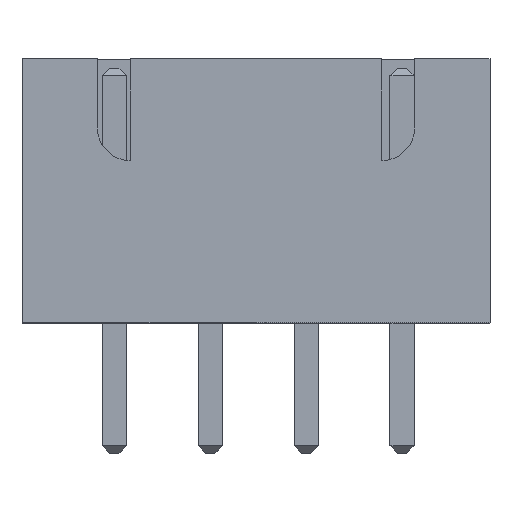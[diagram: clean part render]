
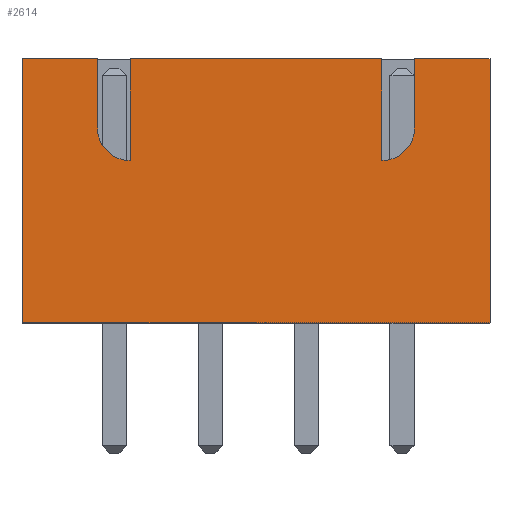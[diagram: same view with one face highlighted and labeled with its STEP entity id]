
A CAD part, top view. The second image highlights one B-rep face of the part: STEP entity #2614.
In plain terms, the highlighted planar face has unit normal (0, 0, 1).
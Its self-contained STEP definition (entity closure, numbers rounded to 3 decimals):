
#13 = CARTESIAN_POINT ( 'NONE',  ( -3.334, 7., 2.875 ) ) ;
#26 = ORIENTED_EDGE ( 'NONE', *, *, #3505, .F. ) ;
#57 = LINE ( 'NONE', #3509, #1635 ) ;
#179 = VECTOR ( 'NONE', #1675, 1000. ) ;
#263 = ORIENTED_EDGE ( 'NONE', *, *, #2653, .F. ) ;
#276 = VECTOR ( 'NONE', #2263, 1000. ) ;
#298 = CARTESIAN_POINT ( 'NONE',  ( 4.2, 7., 2.875 ) ) ;
#311 = VECTOR ( 'NONE', #3395, 1000. ) ;
#456 = AXIS2_PLACEMENT_3D ( 'NONE', #1710, #3803, #2019 ) ;
#460 = ORIENTED_EDGE ( 'NONE', *, *, #2868, .F. ) ;
#465 = EDGE_CURVE ( 'NONE', #1499, #1866, #1437, .T. ) ;
#494 = EDGE_CURVE ( 'NONE', #3530, #717, #596, .T. ) ;
#557 = DIRECTION ( 'NONE',  ( 1., 0., 0. ) ) ;
#596 = CIRCLE ( 'NONE', #3070, 0.866 ) ;
#599 = ORIENTED_EDGE ( 'NONE', *, *, #465, .T. ) ;
#631 = DIRECTION ( 'NONE',  ( 0., 0., 1. ) ) ;
#636 = CARTESIAN_POINT ( 'NONE',  ( -6.2, 7., 2.875 ) ) ;
#698 = ORIENTED_EDGE ( 'NONE', *, *, #1607, .T. ) ;
#717 = VERTEX_POINT ( 'NONE', #2851 ) ;
#765 = DIRECTION ( 'NONE',  ( 1., 0., 0. ) ) ;
#792 = CARTESIAN_POINT ( 'NONE',  ( -6.2, 7., 2.875 ) ) ;
#845 = EDGE_CURVE ( 'NONE', #3096, #2176, #851, .T. ) ;
#851 = LINE ( 'NONE', #2254, #2348 ) ;
#887 = CARTESIAN_POINT ( 'NONE',  ( 6.2, 7., 2.875 ) ) ;
#912 = AXIS2_PLACEMENT_3D ( 'NONE', #2420, #631, #2721 ) ;
#946 = LINE ( 'NONE', #1884, #3424 ) ;
#950 = CARTESIAN_POINT ( 'NONE',  ( 3.334, 7., 2.875 ) ) ;
#960 = LINE ( 'NONE', #2862, #179 ) ;
#1052 = CARTESIAN_POINT ( 'NONE',  ( -4.2, 5.166, 2.875 ) ) ;
#1062 = LINE ( 'NONE', #3750, #276 ) ;
#1180 = LINE ( 'NONE', #792, #1859 ) ;
#1201 = LINE ( 'NONE', #2656, #2690 ) ;
#1310 = CARTESIAN_POINT ( 'NONE',  ( -4.2, 6.729, 2.875 ) ) ;
#1355 = ORIENTED_EDGE ( 'NONE', *, *, #845, .F. ) ;
#1422 = EDGE_CURVE ( 'NONE', #3659, #3120, #1180, .T. ) ;
#1437 = LINE ( 'NONE', #2884, #3611 ) ;
#1446 = CIRCLE ( 'NONE', #912, 0.866 ) ;
#1493 = VERTEX_POINT ( 'NONE', #3063 ) ;
#1499 = VERTEX_POINT ( 'NONE', #3363 ) ;
#1607 = EDGE_CURVE ( 'NONE', #1875, #1499, #946, .T. ) ;
#1635 = VECTOR ( 'NONE', #1722, 1000. ) ;
#1675 = DIRECTION ( 'NONE',  ( 0., 1., 0. ) ) ;
#1710 = CARTESIAN_POINT ( 'NONE',  ( -6.2, 7., 2.875 ) ) ;
#1722 = DIRECTION ( 'NONE',  ( 0., -1., 0. ) ) ;
#1736 = ORIENTED_EDGE ( 'NONE', *, *, #1422, .F. ) ;
#1764 = DIRECTION ( 'NONE',  ( 0., 1., 0. ) ) ;
#1804 = FACE_OUTER_BOUND ( 'NONE', #2416, .T. ) ;
#1859 = VECTOR ( 'NONE', #3487, 1000. ) ;
#1866 = VERTEX_POINT ( 'NONE', #2428 ) ;
#1875 = VERTEX_POINT ( 'NONE', #636 ) ;
#1884 = CARTESIAN_POINT ( 'NONE',  ( -6.2, 7., 2.875 ) ) ;
#1889 = ORIENTED_EDGE ( 'NONE', *, *, #2513, .F. ) ;
#1903 = ORIENTED_EDGE ( 'NONE', *, *, #2976, .F. ) ;
#2016 = VECTOR ( 'NONE', #557, 1000. ) ;
#2019 = DIRECTION ( 'NONE',  ( -1., 0., 0. ) ) ;
#2036 = CARTESIAN_POINT ( 'NONE',  ( 3.334, 4.3, 2.875 ) ) ;
#2098 = DIRECTION ( 'NONE',  ( 0., 0., 1. ) ) ;
#2100 = LINE ( 'NONE', #2341, #2016 ) ;
#2110 = DIRECTION ( 'NONE',  ( -1., 0., 0. ) ) ;
#2174 = DIRECTION ( 'NONE',  ( 0., -1., 0. ) ) ;
#2176 = VERTEX_POINT ( 'NONE', #950 ) ;
#2254 = CARTESIAN_POINT ( 'NONE',  ( -6.2, 7., 2.875 ) ) ;
#2263 = DIRECTION ( 'NONE',  ( 0., -1., 0. ) ) ;
#2287 = ORIENTED_EDGE ( 'NONE', *, *, #2561, .F. ) ;
#2341 = CARTESIAN_POINT ( 'NONE',  ( -6.2, 7., 2.875 ) ) ;
#2348 = VECTOR ( 'NONE', #765, 1000. ) ;
#2412 = CARTESIAN_POINT ( 'NONE',  ( 3.334, 5.166, 2.875 ) ) ;
#2416 = EDGE_LOOP ( 'NONE', ( #1736, #1903, #2730, #26, #1355, #2287, #263, #460, #2672, #698, #599, #1889 ) ) ;
#2420 = CARTESIAN_POINT ( 'NONE',  ( -3.334, 5.166, 2.875 ) ) ;
#2428 = CARTESIAN_POINT ( 'NONE',  ( 6.2, 0., 2.875 ) ) ;
#2513 = EDGE_CURVE ( 'NONE', #3120, #1866, #1062, .T. ) ;
#2561 = EDGE_CURVE ( 'NONE', #3056, #3096, #960, .T. ) ;
#2605 = LINE ( 'NONE', #1310, #311 ) ;
#2614 = ADVANCED_FACE ( 'NONE', ( #1804 ), #2893, .F. ) ;
#2653 = EDGE_CURVE ( 'NONE', #3422, #3056, #1446, .T. ) ;
#2656 = CARTESIAN_POINT ( 'NONE',  ( 4.2, 7., 2.875 ) ) ;
#2672 = ORIENTED_EDGE ( 'NONE', *, *, #3740, .F. ) ;
#2678 = CARTESIAN_POINT ( 'NONE',  ( -3.334, 4.3, 2.875 ) ) ;
#2690 = VECTOR ( 'NONE', #1764, 1000. ) ;
#2721 = DIRECTION ( 'NONE',  ( 1., 0., 0. ) ) ;
#2730 = ORIENTED_EDGE ( 'NONE', *, *, #494, .F. ) ;
#2851 = CARTESIAN_POINT ( 'NONE',  ( 4.2, 5.166, 2.875 ) ) ;
#2862 = CARTESIAN_POINT ( 'NONE',  ( -3.334, 4.3, 2.875 ) ) ;
#2868 = EDGE_CURVE ( 'NONE', #1493, #3422, #2605, .T. ) ;
#2884 = CARTESIAN_POINT ( 'NONE',  ( -6.2, 0., 2.875 ) ) ;
#2893 = PLANE ( 'NONE',  #456 ) ;
#2976 = EDGE_CURVE ( 'NONE', #717, #3659, #1201, .T. ) ;
#3056 = VERTEX_POINT ( 'NONE', #2678 ) ;
#3063 = CARTESIAN_POINT ( 'NONE',  ( -4.2, 7., 2.875 ) ) ;
#3070 = AXIS2_PLACEMENT_3D ( 'NONE', #2412, #2098, #2110 ) ;
#3096 = VERTEX_POINT ( 'NONE', #13 ) ;
#3120 = VERTEX_POINT ( 'NONE', #887 ) ;
#3195 = DIRECTION ( 'NONE',  ( 1., 0., 0. ) ) ;
#3363 = CARTESIAN_POINT ( 'NONE',  ( -6.2, 0., 2.875 ) ) ;
#3395 = DIRECTION ( 'NONE',  ( 0., -1., 0. ) ) ;
#3422 = VERTEX_POINT ( 'NONE', #1052 ) ;
#3424 = VECTOR ( 'NONE', #2174, 1000. ) ;
#3487 = DIRECTION ( 'NONE',  ( 1., 0., 0. ) ) ;
#3505 = EDGE_CURVE ( 'NONE', #2176, #3530, #57, .T. ) ;
#3509 = CARTESIAN_POINT ( 'NONE',  ( 3.334, 4.3, 2.875 ) ) ;
#3530 = VERTEX_POINT ( 'NONE', #2036 ) ;
#3611 = VECTOR ( 'NONE', #3195, 1000. ) ;
#3659 = VERTEX_POINT ( 'NONE', #298 ) ;
#3740 = EDGE_CURVE ( 'NONE', #1875, #1493, #2100, .T. ) ;
#3750 = CARTESIAN_POINT ( 'NONE',  ( 6.2, 7., 2.875 ) ) ;
#3803 = DIRECTION ( 'NONE',  ( 0., 0., -1. ) ) ;
